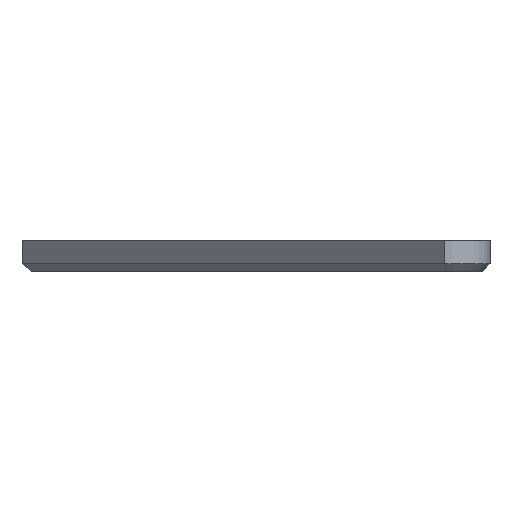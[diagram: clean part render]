
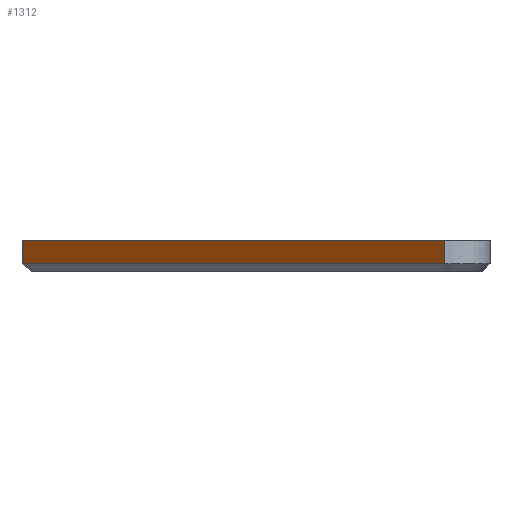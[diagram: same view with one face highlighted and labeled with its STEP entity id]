
A CAD part, left-side view. The second image highlights one B-rep face of the part: STEP entity #1312.
In plain terms, the highlighted planar face has unit normal (-0.707, 0.707, 0).
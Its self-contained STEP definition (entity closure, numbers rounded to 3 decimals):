
#73 = PLANE('',#74);
#74 = AXIS2_PLACEMENT_3D('',#75,#76,#77);
#75 = CARTESIAN_POINT('',(20.031,11.934,2.));
#76 = DIRECTION('',(-0.,-0.,1.));
#77 = DIRECTION('',(1.,0.,0.));
#165 = CYLINDRICAL_SURFACE('',#166,3.);
#166 = AXIS2_PLACEMENT_3D('',#167,#168,#169);
#167 = CARTESIAN_POINT('',(29.879,32.879,0.));
#168 = DIRECTION('',(0.,-0.,-1.));
#169 = DIRECTION('',(-1.,-0.,-0.));
#339 = VERTEX_POINT('',#340);
#340 = CARTESIAN_POINT('',(0.,3.,2.));
#359 = CYLINDRICAL_SURFACE('',#360,3.);
#360 = AXIS2_PLACEMENT_3D('',#361,#362,#363);
#361 = CARTESIAN_POINT('',(3.,3.,0.));
#362 = DIRECTION('',(0.,-0.,-1.));
#363 = DIRECTION('',(-1.,-0.,-0.));
#371 = EDGE_CURVE('',#339,#372,#374,.T.);
#372 = VERTEX_POINT('',#373);
#373 = CARTESIAN_POINT('',(27.757,30.757,2.));
#374 = SURFACE_CURVE('',#375,(#379,#386),.PCURVE_S1.);
#375 = LINE('',#376,#377);
#376 = CARTESIAN_POINT('',(0.,3.,2.));
#377 = VECTOR('',#378,1.);
#378 = DIRECTION('',(0.707,0.707,-0.));
#379 = PCURVE('',#73,#380);
#380 = DEFINITIONAL_REPRESENTATION('',(#381),#385);
#381 = LINE('',#382,#383);
#382 = CARTESIAN_POINT('',(-20.031,-8.934));
#383 = VECTOR('',#384,1.);
#384 = DIRECTION('',(0.707,0.707));
#385 = ( GEOMETRIC_REPRESENTATION_CONTEXT(2) 
PARAMETRIC_REPRESENTATION_CONTEXT() REPRESENTATION_CONTEXT('2D SPACE',''
  ) );
#386 = PCURVE('',#387,#392);
#387 = PLANE('',#388);
#388 = AXIS2_PLACEMENT_3D('',#389,#390,#391);
#389 = CARTESIAN_POINT('',(0.,3.,0.));
#390 = DIRECTION('',(0.707,-0.707,0.));
#391 = DIRECTION('',(-0.707,-0.707,0.));
#392 = DEFINITIONAL_REPRESENTATION('',(#393),#397);
#393 = LINE('',#394,#395);
#394 = CARTESIAN_POINT('',(-0.,-2.));
#395 = VECTOR('',#396,1.);
#396 = DIRECTION('',(-1.,0.));
#397 = ( GEOMETRIC_REPRESENTATION_CONTEXT(2) 
PARAMETRIC_REPRESENTATION_CONTEXT() REPRESENTATION_CONTEXT('2D SPACE',''
  ) );
#1016 = EDGE_CURVE('',#1017,#372,#1019,.T.);
#1017 = VERTEX_POINT('',#1018);
#1018 = CARTESIAN_POINT('',(27.757,30.757,0.48));
#1019 = SURFACE_CURVE('',#1020,(#1024,#1031),.PCURVE_S1.);
#1020 = LINE('',#1021,#1022);
#1021 = CARTESIAN_POINT('',(27.757,30.757,0.));
#1022 = VECTOR('',#1023,1.);
#1023 = DIRECTION('',(-0.,-0.,1.));
#1024 = PCURVE('',#165,#1025);
#1025 = DEFINITIONAL_REPRESENTATION('',(#1026),#1030);
#1026 = LINE('',#1027,#1028);
#1027 = CARTESIAN_POINT('',(5.498,0.));
#1028 = VECTOR('',#1029,1.);
#1029 = DIRECTION('',(0.,-1.));
#1030 = ( GEOMETRIC_REPRESENTATION_CONTEXT(2) 
PARAMETRIC_REPRESENTATION_CONTEXT() REPRESENTATION_CONTEXT('2D SPACE',''
  ) );
#1031 = PCURVE('',#387,#1032);
#1032 = DEFINITIONAL_REPRESENTATION('',(#1033),#1037);
#1033 = LINE('',#1034,#1035);
#1034 = CARTESIAN_POINT('',(-39.255,0.));
#1035 = VECTOR('',#1036,1.);
#1036 = DIRECTION('',(-0.,-1.));
#1037 = ( GEOMETRIC_REPRESENTATION_CONTEXT(2) 
PARAMETRIC_REPRESENTATION_CONTEXT() REPRESENTATION_CONTEXT('2D SPACE',''
  ) );
#1198 = PLANE('',#1199);
#1199 = AXIS2_PLACEMENT_3D('',#1200,#1201,#1202);
#1200 = CARTESIAN_POINT('',(0.17,2.83,0.24));
#1201 = DIRECTION('',(-0.5,0.5,-0.707));
#1202 = DIRECTION('',(0.707,0.707,0.)
  );
#1268 = EDGE_CURVE('',#1269,#339,#1271,.T.);
#1269 = VERTEX_POINT('',#1270);
#1270 = CARTESIAN_POINT('',(0.,3.,0.48));
#1271 = SURFACE_CURVE('',#1272,(#1276,#1283),.PCURVE_S1.);
#1272 = LINE('',#1273,#1274);
#1273 = CARTESIAN_POINT('',(0.,3.,0.));
#1274 = VECTOR('',#1275,1.);
#1275 = DIRECTION('',(-0.,-0.,1.));
#1276 = PCURVE('',#359,#1277);
#1277 = DEFINITIONAL_REPRESENTATION('',(#1278),#1282);
#1278 = LINE('',#1279,#1280);
#1279 = CARTESIAN_POINT('',(6.283,0.));
#1280 = VECTOR('',#1281,1.);
#1281 = DIRECTION('',(0.,-1.));
#1282 = ( GEOMETRIC_REPRESENTATION_CONTEXT(2) 
PARAMETRIC_REPRESENTATION_CONTEXT() REPRESENTATION_CONTEXT('2D SPACE',''
  ) );
#1283 = PCURVE('',#387,#1284);
#1284 = DEFINITIONAL_REPRESENTATION('',(#1285),#1289);
#1285 = LINE('',#1286,#1287);
#1286 = CARTESIAN_POINT('',(-0.,0.));
#1287 = VECTOR('',#1288,1.);
#1288 = DIRECTION('',(-0.,-1.));
#1289 = ( GEOMETRIC_REPRESENTATION_CONTEXT(2) 
PARAMETRIC_REPRESENTATION_CONTEXT() REPRESENTATION_CONTEXT('2D SPACE',''
  ) );
#1312 = ADVANCED_FACE('',(#1313),#387,.F.);
#1313 = FACE_BOUND('',#1314,.T.);
#1314 = EDGE_LOOP('',(#1315,#1316,#1317,#1318));
#1315 = ORIENTED_EDGE('',*,*,#1268,.T.);
#1316 = ORIENTED_EDGE('',*,*,#371,.T.);
#1317 = ORIENTED_EDGE('',*,*,#1016,.F.);
#1318 = ORIENTED_EDGE('',*,*,#1319,.F.);
#1319 = EDGE_CURVE('',#1269,#1017,#1320,.T.);
#1320 = SURFACE_CURVE('',#1321,(#1325,#1332),.PCURVE_S1.);
#1321 = LINE('',#1322,#1323);
#1322 = CARTESIAN_POINT('',(0.,3.,0.48));
#1323 = VECTOR('',#1324,1.);
#1324 = DIRECTION('',(0.707,0.707,-0.));
#1325 = PCURVE('',#387,#1326);
#1326 = DEFINITIONAL_REPRESENTATION('',(#1327),#1331);
#1327 = LINE('',#1328,#1329);
#1328 = CARTESIAN_POINT('',(0.,-0.48));
#1329 = VECTOR('',#1330,1.);
#1330 = DIRECTION('',(-1.,0.));
#1331 = ( GEOMETRIC_REPRESENTATION_CONTEXT(2) 
PARAMETRIC_REPRESENTATION_CONTEXT() REPRESENTATION_CONTEXT('2D SPACE',''
  ) );
#1332 = PCURVE('',#1198,#1333);
#1333 = DEFINITIONAL_REPRESENTATION('',(#1334),#1338);
#1334 = LINE('',#1335,#1336);
#1335 = CARTESIAN_POINT('',(0.,-0.339));
#1336 = VECTOR('',#1337,1.);
#1337 = DIRECTION('',(1.,0.));
#1338 = ( GEOMETRIC_REPRESENTATION_CONTEXT(2) 
PARAMETRIC_REPRESENTATION_CONTEXT() REPRESENTATION_CONTEXT('2D SPACE',''
  ) );
